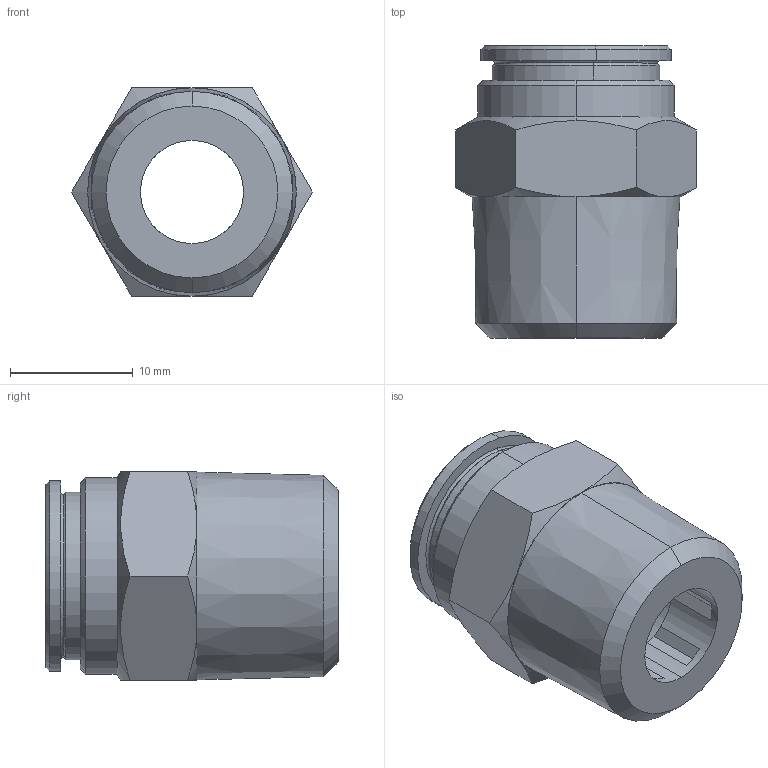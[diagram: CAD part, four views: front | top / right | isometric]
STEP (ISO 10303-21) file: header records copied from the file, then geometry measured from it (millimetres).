
FILE_DESCRIPTION (( 'STEP AP203' ), '1' );
FILE_NAME ('X0010053.STEP', '2010-09-21T08:10:54', ( '' ), ( 'sopra-pneumatic' ), 'SwSTEP 2.0', 'SolidWorks 2009', '' );
FILE_SCHEMA (( 'CONFIG_CONTROL_DESIGN' ));
Length unit declared in the file: millimetre
Products named in the file (1): X0010053
Bounding box: 19.63 x 23.8 x 17 mm (x, y, z)
Volume: 3328.1 mm3; surface area: 2362.9 mm2
Topology: 1 solids, 1 shells, 61 faces, 146 edges, 90 vertices
Faces by surface type: plane 29, cone 18, cylinder 10, torus 4
Entity records: 1945 total; most frequent: CARTESIAN_POINT 466, DIRECTION 294, ORIENTED_EDGE 292, EDGE_CURVE 146, AXIS2_PLACEMENT_3D 118, VERTEX_POINT 90, EDGE_LOOP 66, FACE_OUTER_BOUND 61
